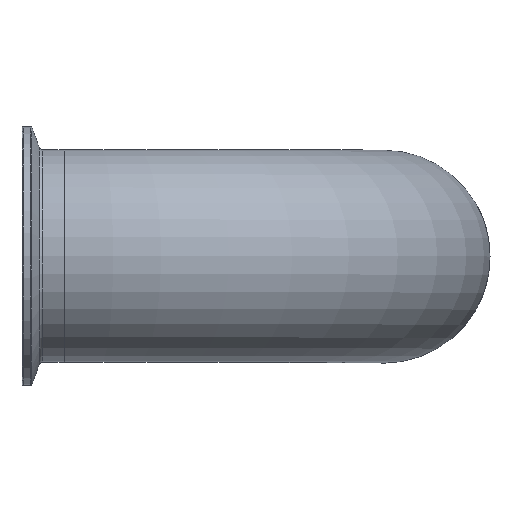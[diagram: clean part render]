
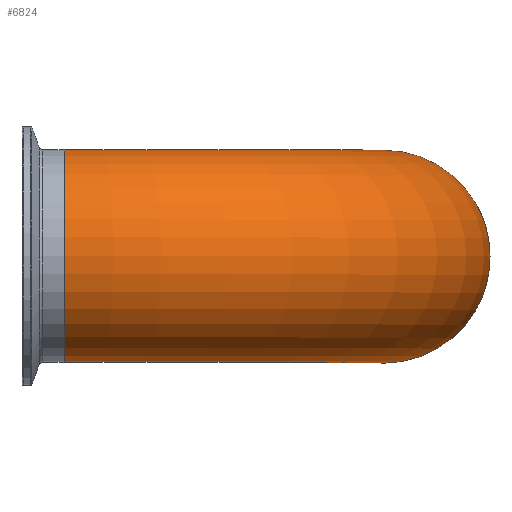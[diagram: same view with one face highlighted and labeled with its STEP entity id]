
A CAD part, top view. The second image highlights one B-rep face of the part: STEP entity #6824.
In plain terms, the highlighted toroidal (fillet/blend) face has major radius 95.25 mm and minor radius 31.75 mm.
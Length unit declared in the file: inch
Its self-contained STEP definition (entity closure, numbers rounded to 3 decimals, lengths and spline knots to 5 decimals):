
#26=TOROIDAL_SURFACE('',#7214,3.75,1.25);
#122=FACE_BOUND('',#1267,.T.);
#831=FACE_OUTER_BOUND('',#1266,.T.);
#1266=EDGE_LOOP('',(#6350));
#1267=EDGE_LOOP('',(#6351));
#1398=CIRCLE('',#7163,1.25);
#1418=CIRCLE('',#7205,1.25);
#3322=VERTEX_POINT('',#15122);
#3342=VERTEX_POINT('',#15184);
#4324=EDGE_CURVE('',#3322,#3322,#1398,.T.);
#4344=EDGE_CURVE('',#3342,#3342,#1418,.T.);
#6350=ORIENTED_EDGE('',*,*,#4344,.T.);
#6351=ORIENTED_EDGE('',*,*,#4324,.F.);
#6824=ADVANCED_FACE('',(#831,#122),#26,.T.);
#7163=AXIS2_PLACEMENT_3D('',#15123,#8325,#8326);
#7205=AXIS2_PLACEMENT_3D('',#15185,#8409,#8410);
#7214=AXIS2_PLACEMENT_3D('',#15197,#8427,#8428);
#8325=DIRECTION('center_axis',(0.,0.,-1.));
#8326=DIRECTION('ref_axis',(-1.,0.,0.));
#8409=DIRECTION('center_axis',(1.,0.,0.));
#8410=DIRECTION('ref_axis',(0.,0.,
-1.));
#8427=DIRECTION('center_axis',(0.,-1.,0.));
#8428=DIRECTION('ref_axis',(0.,0.,-1.));
#15122=CARTESIAN_POINT('',(1.25,0.,0.));
#15123=CARTESIAN_POINT('Origin',(0.,0.,0.));
#15184=CARTESIAN_POINT('',(-3.75,0.,5.));
#15185=CARTESIAN_POINT('Origin',(-3.75,0.,3.75));
#15197=CARTESIAN_POINT('Origin',(-3.75,0.,0.));
